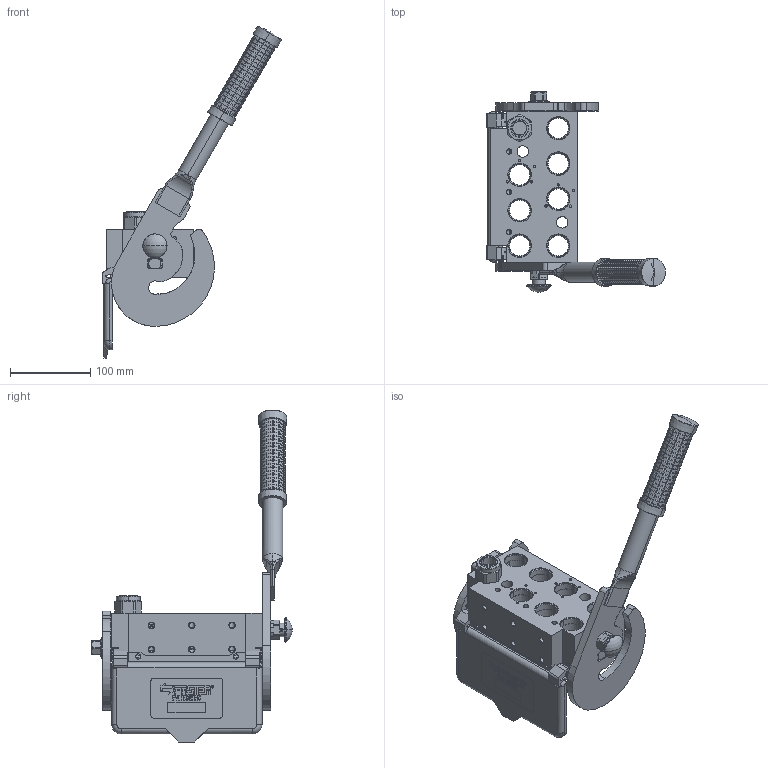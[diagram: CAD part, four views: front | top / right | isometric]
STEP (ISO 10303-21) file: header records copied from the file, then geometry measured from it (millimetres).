
FILE_DESCRIPTION (( 'STEP AP214' ), '1' );
FILE_NAME ('FASTER.step', '2022-01-27T05:12:38', ( '' ), ( '' ), 'SwSTEP 2.0', 'SolidWorks 2017', '' );
FILE_SCHEMA (( 'AUTOMOTIVE_DESIGN' ));
Length unit declared in the file: millimetre
Products named in the file (33): ET007-ET012; 4830_025_0000_001; et012; 4850_001_0001_005; 4830_025_1000_000; sicura_p5; 4850_020_0000_020; FASTER; 4830_025_2000_000; 4850_024_0000_020; 4850_024_0000_012; 4850_024_2000_011; 4850_024_2000_000_ASM; 4830_001_0004_000; 4830_001_0005_300; 2ffnb12_gas_f; or2_62x17_86; 4830_001_0005_301; P808_F_BASE; 4142_072_1000_300; curs_molla_12; 4830_070_0000_001; 4340_014_0000_000; 4850_024_2000_020; or1_5x7_m; et007; 1540_080_0012_000; 4850_024_2000_000; 0048_042_0412_000; A_2ffnb12_gas_f; 4830_022_0000_011; 4850_024_0000_021
Assembly tree (34 placements, depth 4):
  FASTER
    P808_F_BASE
      4850_020_0000_020
      4850_001_0001_005
      4830_001_0004_000  x2
      4830_001_0005_300
      4830_001_0005_301
    A_2ffnb12_gas_f
      curs_molla_12
        4340_014_0000_000
        4142_072_1000_300
      2ffnb12_gas_f
        2ffnb12_gas_f
    4850_024_2000_000
      4850_024_2000_000_ASM
        4850_024_2000_020
        4850_024_2000_011
        4850_024_0000_021
      sicura_p5
        4830_025_0000_001
        or1_5x7_m
        0048_042_0412_000
      4850_024_0000_012
      4850_024_0000_020
      1540_080_0012_000
      4830_025_2000_000
      4830_025_1000_000
      4830_022_0000_011
      4830_070_0000_001
      or2_62x17_86  x2
    ET007-ET012
      et012
      et007
Bounding box: 222.69 x 248.93 x 412.47 mm (x, y, z)
Volume: 280442.5 mm3; surface area: 373298.8 mm2
Topology: 21 solids, 51 shells, 5282 faces, 14275 edges, 9258 vertices
Faces by surface type: plane 2823, cylinder 1593, torus 386, cone 247, bspline 212, sphere 21
Entity records: 225971 total; most frequent: CARTESIAN_POINT 95157, ORIENTED_EDGE 28173, DIRECTION 23457, EDGE_CURVE 14198, LINE 9231, VECTOR 9231, VERTEX_POINT 9222, AXIS2_PLACEMENT_3D 7113
